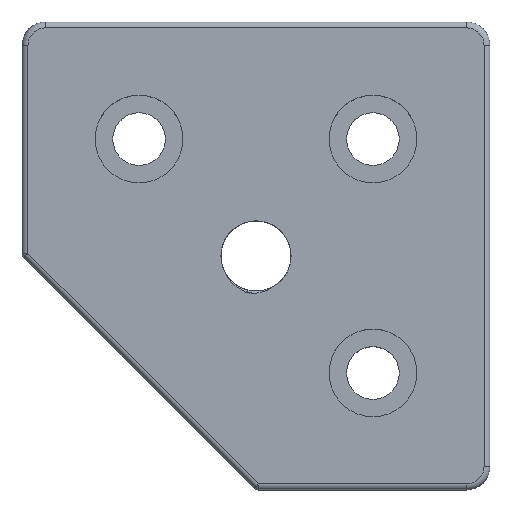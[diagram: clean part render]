
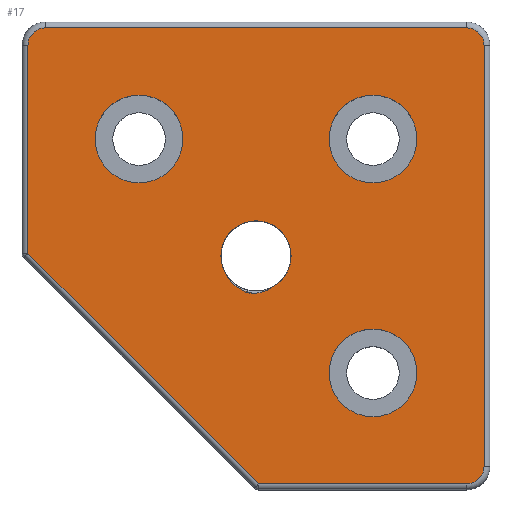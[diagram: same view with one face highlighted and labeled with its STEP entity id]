
A CAD part, top view. The second image highlights one B-rep face of the part: STEP entity #17.
In plain terms, the highlighted planar face has unit normal (0, 0, 1).
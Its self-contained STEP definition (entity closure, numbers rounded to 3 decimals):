
#17 = ADVANCED_FACE('',(#18,#29,#40,#51,#120),#165,.T.);
#18 = FACE_BOUND('',#19,.T.);
#19 = EDGE_LOOP('',(#20));
#20 = ORIENTED_EDGE('',*,*,#21,.T.);
#21 = EDGE_CURVE('',#22,#22,#24,.T.);
#22 = VERTEX_POINT('',#23);
#23 = CARTESIAN_POINT('',(60.,12.5,16.));
#24 = CIRCLE('',#25,7.5);
#25 = AXIS2_PLACEMENT_3D('',#26,#27,#28);
#26 = CARTESIAN_POINT('',(60.,20.,16.));
#27 = DIRECTION('',(0.,0.,-1.));
#28 = DIRECTION('',(0.,-1.,0.));
#29 = FACE_BOUND('',#30,.T.);
#30 = EDGE_LOOP('',(#31));
#31 = ORIENTED_EDGE('',*,*,#32,.T.);
#32 = EDGE_CURVE('',#33,#33,#35,.T.);
#33 = VERTEX_POINT('',#34);
#34 = CARTESIAN_POINT('',(60.,52.5,16.));
#35 = CIRCLE('',#36,7.5);
#36 = AXIS2_PLACEMENT_3D('',#37,#38,#39);
#37 = CARTESIAN_POINT('',(60.,60.,16.));
#38 = DIRECTION('',(0.,0.,-1.));
#39 = DIRECTION('',(0.,-1.,0.));
#40 = FACE_BOUND('',#41,.T.);
#41 = EDGE_LOOP('',(#42));
#42 = ORIENTED_EDGE('',*,*,#43,.T.);
#43 = EDGE_CURVE('',#44,#44,#46,.T.);
#44 = VERTEX_POINT('',#45);
#45 = CARTESIAN_POINT('',(20.,52.5,16.));
#46 = CIRCLE('',#47,7.5);
#47 = AXIS2_PLACEMENT_3D('',#48,#49,#50);
#48 = CARTESIAN_POINT('',(20.,60.,16.));
#49 = DIRECTION('',(0.,0.,-1.));
#50 = DIRECTION('',(0.,-1.,0.));
#51 = FACE_BOUND('',#52,.T.);
#52 = EDGE_LOOP('',(#53,#63,#71,#79,#88,#96,#105,#113));
#53 = ORIENTED_EDGE('',*,*,#54,.T.);
#54 = EDGE_CURVE('',#55,#57,#59,.T.);
#55 = VERTEX_POINT('',#56);
#56 = CARTESIAN_POINT('',(1.,76.,16.));
#57 = VERTEX_POINT('',#58);
#58 = CARTESIAN_POINT('',(1.,40.414,16.));
#59 = LINE('',#60,#61);
#60 = CARTESIAN_POINT('',(1.,4.,16.));
#61 = VECTOR('',#62,1.);
#62 = DIRECTION('',(0.,-1.,0.));
#63 = ORIENTED_EDGE('',*,*,#64,.F.);
#64 = EDGE_CURVE('',#65,#57,#67,.T.);
#65 = VERTEX_POINT('',#66);
#66 = CARTESIAN_POINT('',(40.414,1.,16.));
#67 = LINE('',#68,#69);
#68 = CARTESIAN_POINT('',(39.707,1.707,16.));
#69 = VECTOR('',#70,1.);
#70 = DIRECTION('',(-0.707,0.707,0.));
#71 = ORIENTED_EDGE('',*,*,#72,.T.);
#72 = EDGE_CURVE('',#65,#73,#75,.T.);
#73 = VERTEX_POINT('',#74);
#74 = CARTESIAN_POINT('',(76.,1.,16.));
#75 = LINE('',#76,#77);
#76 = CARTESIAN_POINT('',(76.,1.,16.));
#77 = VECTOR('',#78,1.);
#78 = DIRECTION('',(1.,0.,0.));
#79 = ORIENTED_EDGE('',*,*,#80,.T.);
#80 = EDGE_CURVE('',#73,#81,#83,.T.);
#81 = VERTEX_POINT('',#82);
#82 = CARTESIAN_POINT('',(79.,4.,16.));
#83 = CIRCLE('',#84,3.);
#84 = AXIS2_PLACEMENT_3D('',#85,#86,#87);
#85 = CARTESIAN_POINT('',(76.,4.,16.));
#86 = DIRECTION('',(0.,0.,1.));
#87 = DIRECTION('',(1.,0.,-0.));
#88 = ORIENTED_EDGE('',*,*,#89,.T.);
#89 = EDGE_CURVE('',#81,#90,#92,.T.);
#90 = VERTEX_POINT('',#91);
#91 = CARTESIAN_POINT('',(79.,76.,16.));
#92 = LINE('',#93,#94);
#93 = CARTESIAN_POINT('',(79.,76.,16.));
#94 = VECTOR('',#95,1.);
#95 = DIRECTION('',(0.,1.,0.));
#96 = ORIENTED_EDGE('',*,*,#97,.T.);
#97 = EDGE_CURVE('',#90,#98,#100,.T.);
#98 = VERTEX_POINT('',#99);
#99 = CARTESIAN_POINT('',(76.,79.,16.));
#100 = CIRCLE('',#101,3.);
#101 = AXIS2_PLACEMENT_3D('',#102,#103,#104);
#102 = CARTESIAN_POINT('',(76.,76.,16.));
#103 = DIRECTION('',(0.,0.,1.));
#104 = DIRECTION('',(1.,0.,-0.));
#105 = ORIENTED_EDGE('',*,*,#106,.T.);
#106 = EDGE_CURVE('',#98,#107,#109,.T.);
#107 = VERTEX_POINT('',#108);
#108 = CARTESIAN_POINT('',(4.,79.,16.));
#109 = LINE('',#110,#111);
#110 = CARTESIAN_POINT('',(4.,79.,16.));
#111 = VECTOR('',#112,1.);
#112 = DIRECTION('',(-1.,0.,0.));
#113 = ORIENTED_EDGE('',*,*,#114,.T.);
#114 = EDGE_CURVE('',#107,#55,#115,.T.);
#115 = CIRCLE('',#116,3.);
#116 = AXIS2_PLACEMENT_3D('',#117,#118,#119);
#117 = CARTESIAN_POINT('',(4.,76.,16.));
#118 = DIRECTION('',(0.,0.,1.));
#119 = DIRECTION('',(1.,0.,-0.));
#120 = FACE_BOUND('',#121,.T.);
#121 = EDGE_LOOP('',(#122,#133,#146));
#122 = ORIENTED_EDGE('',*,*,#123,.T.);
#123 = EDGE_CURVE('',#124,#126,#128,.T.);
#124 = VERTEX_POINT('',#125);
#125 = CARTESIAN_POINT('',(34.738,37.116,16.));
#126 = VERTEX_POINT('',#127);
#127 = CARTESIAN_POINT('',(42.858,34.725,16.));
#128 = CIRCLE('',#129,6.);
#129 = AXIS2_PLACEMENT_3D('',#130,#131,#132);
#130 = CARTESIAN_POINT('',(40.,40.,16.));
#131 = DIRECTION('',(0.,0.,-1.));
#132 = DIRECTION('',(0.,-1.,0.));
#133 = ORIENTED_EDGE('',*,*,#134,.T.);
#134 = EDGE_CURVE('',#126,#135,#137,.T.);
#135 = VERTEX_POINT('',#136);
#136 = CARTESIAN_POINT('',(39.785,33.582,16.));
#137 = B_SPLINE_CURVE_WITH_KNOTS('',3,(#138,#139,#140,#141,#142,#143,
    #144,#145),.UNSPECIFIED.,.F.,.F.,(4,2,2,4),(0.016,
    0.017,0.018,0.019),
  .UNSPECIFIED.);
#138 = CARTESIAN_POINT('',(42.858,34.725,16.));
#139 = CARTESIAN_POINT('',(42.405,34.404,16.));
#140 = CARTESIAN_POINT('',(41.917,34.148,16.));
#141 = CARTESIAN_POINT('',(41.141,33.859,16.));
#142 = CARTESIAN_POINT('',(40.874,33.778,16.));
#143 = CARTESIAN_POINT('',(40.335,33.654,16.));
#144 = CARTESIAN_POINT('',(40.061,33.609,16.));
#145 = CARTESIAN_POINT('',(39.785,33.582,16.));
#146 = ORIENTED_EDGE('',*,*,#147,.T.);
#147 = EDGE_CURVE('',#135,#124,#148,.T.);
#148 = B_SPLINE_CURVE_WITH_KNOTS('',3,(#149,#150,#151,#152,#153,#154,
    #155,#156,#157,#158,#159,#160,#161,#162,#163,#164),.UNSPECIFIED.,.F.
  ,.F.,(4,2,2,2,2,2,2,4),(0.,0.002,
    0.002,0.003,0.004,
    0.005,0.006,0.006),
  .UNSPECIFIED.);
#149 = CARTESIAN_POINT('',(39.785,33.582,16.));
#150 = CARTESIAN_POINT('',(39.243,33.632,16.));
#151 = CARTESIAN_POINT('',(38.72,33.749,16.));
#152 = CARTESIAN_POINT('',(37.96,34.021,16.));
#153 = CARTESIAN_POINT('',(37.71,34.129,16.));
#154 = CARTESIAN_POINT('',(37.229,34.375,16.));
#155 = CARTESIAN_POINT('',(36.998,34.512,16.));
#156 = CARTESIAN_POINT('',(36.555,34.813,16.));
#157 = CARTESIAN_POINT('',(36.344,34.978,16.));
#158 = CARTESIAN_POINT('',(35.943,35.341,16.));
#159 = CARTESIAN_POINT('',(35.754,35.539,16.));
#160 = CARTESIAN_POINT('',(35.41,35.952,16.));
#161 = CARTESIAN_POINT('',(35.254,36.17,16.));
#162 = CARTESIAN_POINT('',(34.973,36.627,16.));
#163 = CARTESIAN_POINT('',(34.847,36.867,16.));
#164 = CARTESIAN_POINT('',(34.738,37.116,16.));
#165 = PLANE('',#166);
#166 = AXIS2_PLACEMENT_3D('',#167,#168,#169);
#167 = CARTESIAN_POINT('',(0.,0.,16.));
#168 = DIRECTION('',(0.,0.,1.));
#169 = DIRECTION('',(1.,0.,-0.));
